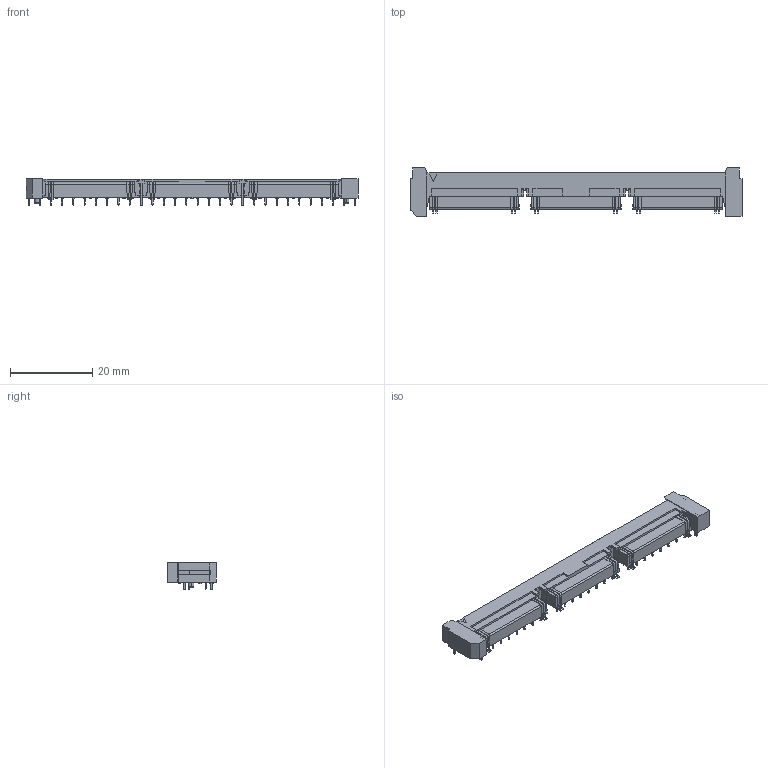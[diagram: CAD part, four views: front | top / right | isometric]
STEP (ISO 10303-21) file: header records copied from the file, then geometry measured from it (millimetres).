
FILE_DESCRIPTION((''),'2;1');
FILE_NAME('SAMTEC_QRF8-078-01-L-RA-GP.stp','2013-05-23T10:46:08',(''),(''),'Mechanical Desktop 2011','Mechanical Desktop 2011',', , ');
FILE_SCHEMA(('AUTOMOTIVE_DESIGN { 1 2 10303 214 1 1 1 1 }'));
Length unit declared in the file: millimetre
Products named in the file (1): Product
Bounding box: 80.95 x 11.76 x 6.43 mm (x, y, z)
Volume: 2102.4 mm3; surface area: 5332.6 mm2
Topology: 63 solids, 63 shells, 1840 faces, 5034 edges, 3330 vertices
Faces by surface type: plane 1325, cylinder 385, bspline 128, torus 2
Entity records: 61600 total; most frequent: CARTESIAN_POINT 14616, ORIENTED_EDGE 10068, DIRECTION 9222, EDGE_CURVE 5034, VECTOR 4074, LINE 4074, VERTEX_POINT 3330, AXIS2_PLACEMENT_3D 2574
